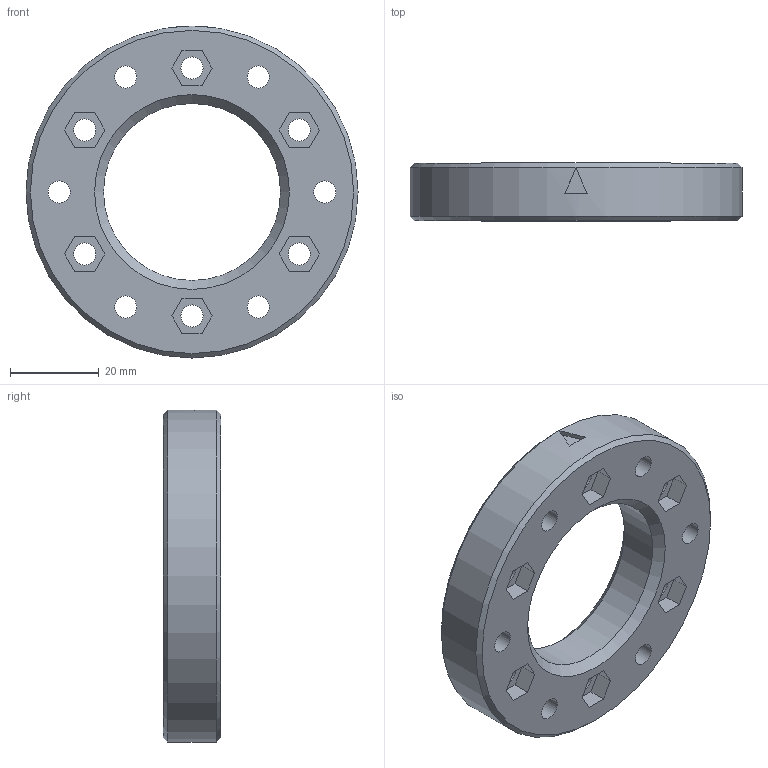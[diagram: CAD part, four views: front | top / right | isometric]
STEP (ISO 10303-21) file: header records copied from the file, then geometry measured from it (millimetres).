
FILE_DESCRIPTION(/* description */ (''),/* implementation_level */ '2;1');
FILE_NAME(/* name */ 'Stock wheel to 60mm adapter v9.step',/* time_stamp */ '2022-08-29T22:06:16+02:00',/* author */ (''),/* organization */ (''),/* preprocessor_version */ 'ST-DEVELOPER v19',/* originating_system */ 'Autodesk Translation Framework v11.7.0.108',/* authorisation */ '');
FILE_SCHEMA (('AUTOMOTIVE_DESIGN { 1 0 10303 214 3 1 1 }'));
Length unit declared in the file: millimetre
Products named in the file (1): Stock wheel to 60mm adapter
Bounding box: 75 x 13 x 75 mm (x, y, z)
Volume: 35041.8 mm3; surface area: 13105.8 mm2
Topology: 1 solids, 1 shells, 78 faces, 186 edges, 122 vertices
Faces by surface type: plane 54, cylinder 20, cone 4
Full cylindrical faces by diameter (mm): 5 x12, 10 x6, 40 x1, 75 x1
Entity records: 2335 total; most frequent: DIRECTION 392, CARTESIAN_POINT 387, ORIENTED_EDGE 372, EDGE_CURVE 186, LINE 138, VECTOR 138, AXIS2_PLACEMENT_3D 127, VERTEX_POINT 122
